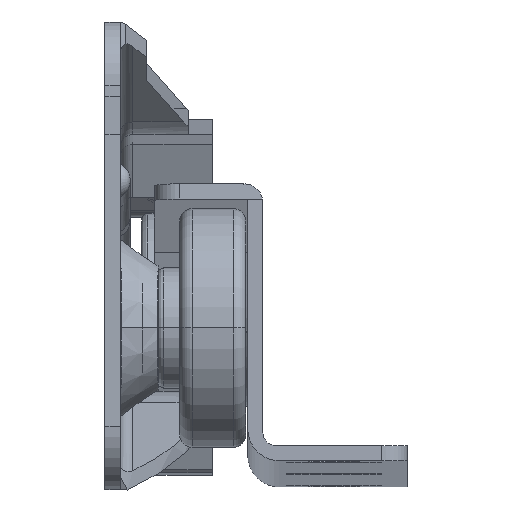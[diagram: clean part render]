
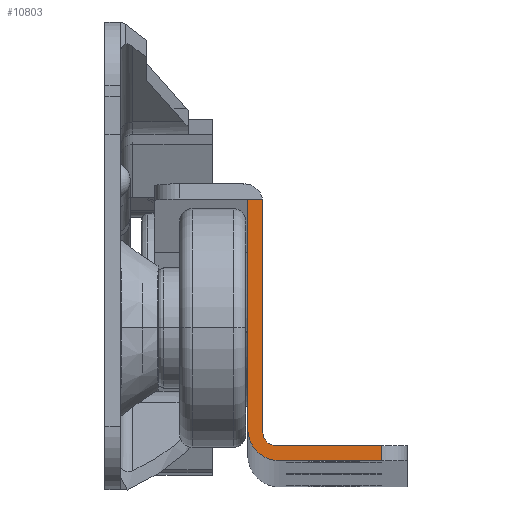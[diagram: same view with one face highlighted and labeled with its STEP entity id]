
A CAD part, top view. The second image highlights one B-rep face of the part: STEP entity #10803.
In plain terms, the highlighted planar face has unit normal (0, 0.002, 1).
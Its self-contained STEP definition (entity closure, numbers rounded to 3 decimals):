
#17 = ORIENTED_EDGE ( 'NONE', *, *, #12338, .T. ) ;
#289 = DIRECTION ( 'NONE',  ( 1., 0., 0. ) ) ;
#312 = CARTESIAN_POINT ( 'NONE',  ( 1.3, -1.2, 0. ) ) ;
#479 = EDGE_CURVE ( 'NONE', #867, #1192, #7342, .T. ) ;
#481 = DIRECTION ( 'NONE',  ( 1., 0., 0. ) ) ;
#491 = CARTESIAN_POINT ( 'NONE',  ( 9.4, 0., 0. ) ) ;
#566 = CARTESIAN_POINT ( 'NONE',  ( -1.2, 1.3, 0. ) ) ;
#666 = DIRECTION ( 'NONE',  ( 0., 0., -1. ) ) ;
#752 = VECTOR ( 'NONE', #10676, 1000. ) ;
#867 = VERTEX_POINT ( 'NONE', #8157 ) ;
#925 = CARTESIAN_POINT ( 'NONE',  ( 0., 0., 0. ) ) ;
#960 = EDGE_CURVE ( 'NONE', #867, #6084, #1138, .T. ) ;
#1124 = CIRCLE ( 'NONE', #5387, 1. ) ;
#1138 = LINE ( 'NONE', #5973, #752 ) ;
#1192 = VERTEX_POINT ( 'NONE', #566 ) ;
#1196 = CARTESIAN_POINT ( 'NONE',  ( 0., 19.197, 0. ) ) ;
#1223 = DIRECTION ( 'NONE',  ( 0., 1., 0. ) ) ;
#1881 = PLANE ( 'NONE',  #4802 ) ;
#1887 = ORIENTED_EDGE ( 'NONE', *, *, #9634, .T. ) ;
#2099 = CARTESIAN_POINT ( 'NONE',  ( -0.01, 19.398, 0. ) ) ;
#2114 = LINE ( 'NONE', #5986, #2414 ) ;
#2414 = VECTOR ( 'NONE', #11902, 1000. ) ;
#3130 = LINE ( 'NONE', #3978, #11057 ) ;
#3423 = EDGE_CURVE ( 'NONE', #9340, #12066, #2114, .T. ) ;
#3905 = EDGE_CURVE ( 'NONE', #3914, #9925, #5145, .T. ) ;
#3914 = VERTEX_POINT ( 'NONE', #312 ) ;
#3978 = CARTESIAN_POINT ( 'NONE',  ( 0., 20.7, 0. ) ) ;
#4174 = CARTESIAN_POINT ( 'NONE',  ( 1.3, 1.3, 0. ) ) ;
#4213 = EDGE_CURVE ( 'NONE', #1192, #3914, #7133, .T. ) ;
#4802 = AXIS2_PLACEMENT_3D ( 'NONE', #925, #5188, #289 ) ;
#4991 = ORIENTED_EDGE ( 'NONE', *, *, #5004, .T. ) ;
#5004 = EDGE_CURVE ( 'NONE', #11922, #6084, #7330, .T. ) ;
#5145 = LINE ( 'NONE', #9088, #10353 ) ;
#5188 = DIRECTION ( 'NONE',  ( 0., 0., 1. ) ) ;
#5318 = CARTESIAN_POINT ( 'NONE',  ( 1., 1., 0. ) ) ;
#5326 = LINE ( 'NONE', #491, #10626 ) ;
#5387 = AXIS2_PLACEMENT_3D ( 'NONE', #5318, #666, #481 ) ;
#5973 = CARTESIAN_POINT ( 'NONE',  ( 0., 19.497, 0. ) ) ;
#5986 = CARTESIAN_POINT ( 'NONE',  ( 11.4, 0., 0. ) ) ;
#6084 = VERTEX_POINT ( 'NONE', #11386 ) ;
#6263 = CARTESIAN_POINT ( 'NONE',  ( -1.2, -1.2, 0. ) ) ;
#6472 = CARTESIAN_POINT ( 'NONE',  ( 9.4, 0., 0. ) ) ;
#6955 = VECTOR ( 'NONE', #12361, 1000. ) ;
#7051 = CARTESIAN_POINT ( 'NONE',  ( 0., 1., 0. ) ) ;
#7133 = CIRCLE ( 'NONE', #11993, 2.5 ) ;
#7330 =( BOUNDED_CURVE ( )  B_SPLINE_CURVE ( 3, ( #1196, #8972, #2099, #11708 ),
 .UNSPECIFIED., .F., .T. ) 
 B_SPLINE_CURVE_WITH_KNOTS ( ( 4, 4 ),
 ( 1.571, 1.772 ),
 .UNSPECIFIED. ) 
 CURVE ( )  GEOMETRIC_REPRESENTATION_ITEM ( )  RATIONAL_B_SPLINE_CURVE ( ( 1., 0.997, 0.997, 1. ) ) 
 REPRESENTATION_ITEM ( '' )  );
#7342 = LINE ( 'NONE', #6263, #6955 ) ;
#7432 = CARTESIAN_POINT ( 'NONE',  ( 0., 19.197, 0. ) ) ;
#7643 = CARTESIAN_POINT ( 'NONE',  ( 9.4, -1.2, 0. ) ) ;
#7849 = EDGE_CURVE ( 'NONE', #9925, #9340, #5326, .T. ) ;
#8048 = EDGE_LOOP ( 'NONE', ( #8600, #10509, #11473, #17, #1887, #4991, #12022, #10659, #12008 ) ) ;
#8157 = CARTESIAN_POINT ( 'NONE',  ( -1.2, 19.497, 0. ) ) ;
#8600 = ORIENTED_EDGE ( 'NONE', *, *, #3905, .T. ) ;
#8751 = CARTESIAN_POINT ( 'NONE',  ( 1., 0., 0. ) ) ;
#8972 = CARTESIAN_POINT ( 'NONE',  ( 0., 19.298, 0. ) ) ;
#9088 = CARTESIAN_POINT ( 'NONE',  ( -1.2, -1.2, 0. ) ) ;
#9138 = DIRECTION ( 'NONE',  ( 0., 1., 0. ) ) ;
#9340 = VERTEX_POINT ( 'NONE', #6472 ) ;
#9634 = EDGE_CURVE ( 'NONE', #10867, #11922, #3130, .T. ) ;
#9739 = DIRECTION ( 'NONE',  ( 1., 0., 0. ) ) ;
#9925 = VERTEX_POINT ( 'NONE', #7643 ) ;
#10353 = VECTOR ( 'NONE', #10989, 1000. ) ;
#10509 = ORIENTED_EDGE ( 'NONE', *, *, #7849, .T. ) ;
#10586 = FACE_OUTER_BOUND ( 'NONE', #8048, .T. ) ;
#10626 = VECTOR ( 'NONE', #9138, 1000. ) ;
#10659 = ORIENTED_EDGE ( 'NONE', *, *, #479, .T. ) ;
#10676 = DIRECTION ( 'NONE',  ( 1., 0., 0. ) ) ;
#10803 = ADVANCED_FACE ( 'NONE', ( #10586 ), #1881, .T. ) ;
#10826 = DIRECTION ( 'NONE',  ( 0., 0., 1. ) ) ;
#10867 = VERTEX_POINT ( 'NONE', #7051 ) ;
#10989 = DIRECTION ( 'NONE',  ( 1., 0., 0. ) ) ;
#11057 = VECTOR ( 'NONE', #1223, 1000. ) ;
#11386 = CARTESIAN_POINT ( 'NONE',  ( -0.03, 19.497, 0. ) ) ;
#11473 = ORIENTED_EDGE ( 'NONE', *, *, #3423, .T. ) ;
#11708 = CARTESIAN_POINT ( 'NONE',  ( -0.03, 19.497, 0. ) ) ;
#11902 = DIRECTION ( 'NONE',  ( -1., 0., 0. ) ) ;
#11922 = VERTEX_POINT ( 'NONE', #7432 ) ;
#11993 = AXIS2_PLACEMENT_3D ( 'NONE', #4174, #10826, #9739 ) ;
#12008 = ORIENTED_EDGE ( 'NONE', *, *, #4213, .T. ) ;
#12022 = ORIENTED_EDGE ( 'NONE', *, *, #960, .F. ) ;
#12066 = VERTEX_POINT ( 'NONE', #8751 ) ;
#12338 = EDGE_CURVE ( 'NONE', #12066, #10867, #1124, .T. ) ;
#12361 = DIRECTION ( 'NONE',  ( 0., -1., 0. ) ) ;
